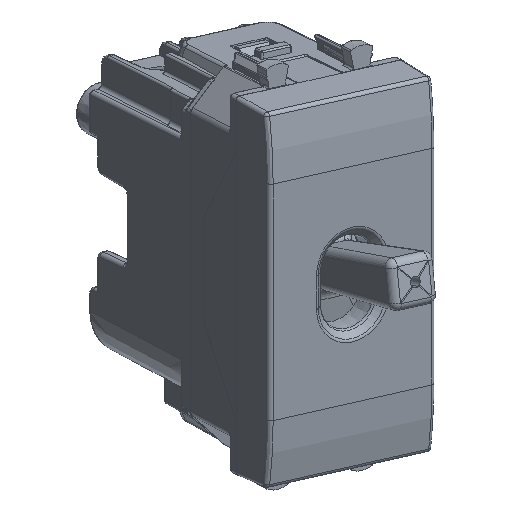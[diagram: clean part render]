
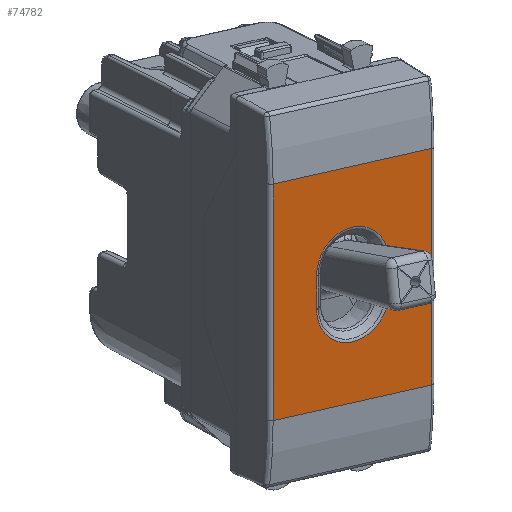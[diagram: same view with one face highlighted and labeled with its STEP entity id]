
A CAD part, top view. The second image highlights one B-rep face of the part: STEP entity #74782.
In plain terms, the highlighted face is planar.
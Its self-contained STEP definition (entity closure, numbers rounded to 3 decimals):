
#73343=CARTESIAN_POINT('Line Origine',(0.,13.989,13.25)) ;
#73347=CARTESIAN_POINT('Vertex',(-10.569,13.989,13.25)) ;
#73349=CARTESIAN_POINT('Vertex',(10.569,13.989,13.25)) ;
#73547=CARTESIAN_POINT('Line Origine',(0.,-13.989,13.25)) ;
#73551=CARTESIAN_POINT('Vertex',(-10.569,-13.989,13.25)) ;
#73553=CARTESIAN_POINT('Vertex',(10.569,-13.989,13.25)) ;
#73644=CARTESIAN_POINT('Line Origine',(10.569,0.,13.25)) ;
#73817=CARTESIAN_POINT('Line Origine',(-10.569,0.,13.25)) ;
#74737=CARTESIAN_POINT('Axis2P3D Location',(0.,-13.989,13.25)) ;
#74748=CARTESIAN_POINT('Line Origine',(4.788,0.,13.25)) ;
#74752=CARTESIAN_POINT('Vertex',(4.788,2.,13.25)) ;
#74754=CARTESIAN_POINT('Vertex',(4.788,-2.,13.25)) ;
#74757=CARTESIAN_POINT('Axis2P3D Location',(0.,-2.,13.25)) ;
#74761=CARTESIAN_POINT('Vertex',(-4.788,-2.,13.25)) ;
#74764=CARTESIAN_POINT('Line Origine',(-4.788,0.,13.25)) ;
#74768=CARTESIAN_POINT('Vertex',(-4.788,2.,13.25)) ;
#74771=CARTESIAN_POINT('Axis2P3D Location',(0.,2.,13.25)) ;
#73344=DIRECTION('Vector Direction',(1.,0.,0.)) ;
#73548=DIRECTION('Vector Direction',(1.,0.,0.)) ;
#73645=DIRECTION('Vector Direction',(0.,1.,0.)) ;
#73818=DIRECTION('Vector Direction',(0.,1.,0.)) ;
#74738=DIRECTION('Axis2P3D Direction',(0.,0.,-1.)) ;
#74739=DIRECTION('Axis2P3D XDirection',(0.,1.,0.)) ;
#74749=DIRECTION('Vector Direction',(0.,1.,0.)) ;
#74758=DIRECTION('Axis2P3D Direction',(0.,0.,-1.)) ;
#74765=DIRECTION('Vector Direction',(0.,-1.,0.)) ;
#74772=DIRECTION('Axis2P3D Direction',(0.,0.,-1.)) ;
#74740=AXIS2_PLACEMENT_3D('Plane Axis2P3D',#74737,#74738,#74739) ;
#74759=AXIS2_PLACEMENT_3D('Circle Axis2P3D',#74757,#74758,$) ;
#74773=AXIS2_PLACEMENT_3D('Circle Axis2P3D',#74771,#74772,$) ;
#74743=ORIENTED_EDGE('',*,*,#73555,.T.) ;
#74744=ORIENTED_EDGE('',*,*,#73648,.T.) ;
#74745=ORIENTED_EDGE('',*,*,#73351,.F.) ;
#74746=ORIENTED_EDGE('',*,*,#73821,.T.) ;
#74777=ORIENTED_EDGE('',*,*,#74756,.T.) ;
#74778=ORIENTED_EDGE('',*,*,#74763,.T.) ;
#74779=ORIENTED_EDGE('',*,*,#74770,.T.) ;
#74780=ORIENTED_EDGE('',*,*,#74775,.T.) ;
#74781=FACE_BOUND('',#74776,.T.) ;
#73345=VECTOR('Line Direction',#73344,1.) ;
#73549=VECTOR('Line Direction',#73548,1.) ;
#73646=VECTOR('Line Direction',#73645,1.) ;
#73819=VECTOR('Line Direction',#73818,1.) ;
#74750=VECTOR('Line Direction',#74749,1.) ;
#74766=VECTOR('Line Direction',#74765,1.) ;
#74782=ADVANCED_FACE('PartBody',(#74747,#74781),#74741,.F.) ;
#74760=CIRCLE('generated circle',#74759,4.788) ;
#74774=CIRCLE('generated circle',#74773,4.788) ;
#73351=EDGE_CURVE('',#73348,#73350,#73346,.T.) ;
#73555=EDGE_CURVE('',#73552,#73554,#73550,.T.) ;
#73648=EDGE_CURVE('',#73554,#73350,#73647,.T.) ;
#73821=EDGE_CURVE('',#73348,#73552,#73820,.F.) ;
#74756=EDGE_CURVE('',#74753,#74755,#74751,.F.) ;
#74763=EDGE_CURVE('',#74755,#74762,#74760,.T.) ;
#74770=EDGE_CURVE('',#74762,#74769,#74767,.F.) ;
#74775=EDGE_CURVE('',#74769,#74753,#74774,.T.) ;
#74742=EDGE_LOOP('',(#74743,#74744,#74745,#74746)) ;
#74776=EDGE_LOOP('',(#74777,#74778,#74779,#74780)) ;
#74747=FACE_OUTER_BOUND('',#74742,.T.) ;
#73346=LINE('Line',#73343,#73345) ;
#73550=LINE('Line',#73547,#73549) ;
#73647=LINE('Line',#73644,#73646) ;
#73820=LINE('Line',#73817,#73819) ;
#74751=LINE('Line',#74748,#74750) ;
#74767=LINE('Line',#74764,#74766) ;
#74741=PLANE('',#74740) ;
#73348=VERTEX_POINT('',#73347) ;
#73350=VERTEX_POINT('',#73349) ;
#73552=VERTEX_POINT('',#73551) ;
#73554=VERTEX_POINT('',#73553) ;
#74753=VERTEX_POINT('',#74752) ;
#74755=VERTEX_POINT('',#74754) ;
#74762=VERTEX_POINT('',#74761) ;
#74769=VERTEX_POINT('',#74768) ;
